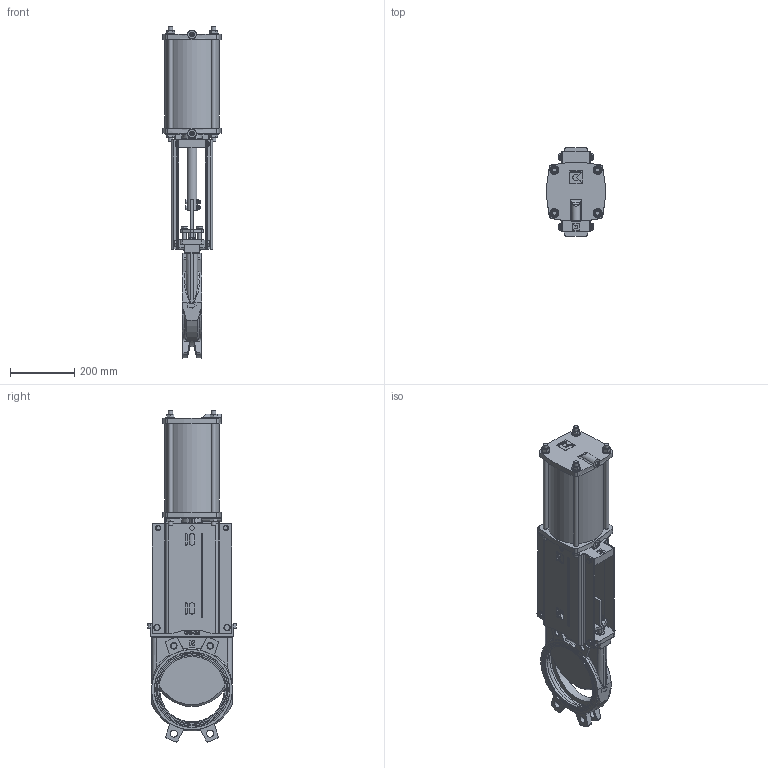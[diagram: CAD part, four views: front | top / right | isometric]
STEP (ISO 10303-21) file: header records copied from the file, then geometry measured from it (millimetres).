
FILE_DESCRIPTION(/* description */ ('Gehäuse DN200, GG-25, weichdichtend'),/* implementation_level */ '2;1');
FILE_NAME(/* name */ 'WGP25N-DN200_105871.step',/* time_stamp */ '2025-06-27T15:45:47+02:00',/* author */ (''),/* organization */ (''),/* preprocessor_version */ 'ST-DEVELOPER v20.1',/* originating_system */ 'Autodesk Translation Framework v14.10.0.0',/* authorisation */ '');
FILE_SCHEMA (('AUTOMOTIVE_DESIGN { 1 0 10303 214 3 1 1 }'));
Length unit declared in the file: millimetre
Products named in the file (27): WGE-GG-SOF-200-2_PD-K; WGS-BO-GG-SOF-200-K; WGS-KN-xxx-200; WGS-GL-GG-200; WGS-BR-CS-B-200; WGS-BR-CS-F-200; WGS-ST-PD-200-2; WGS-CO-PD-AL-201-K; WGS-PL-PD-AL-201-K; WGS-ZY-AL-160-200; WGS-SP-EPDM-200; WGS-SP-PVC-200-2; local.DIN.76.51.8; local.DIN.126.14.8; local.DIN.18.265.9; local.DIN.162.220.8; local.DIN.162.190.8; local.DIN.126.13.8; local.DIN.18.1000002.12; WGS-ZB-ST-200; local.DIN.162.280.8; local.DIN.126.16.8; local.DIN.126.13.8_1; local.DIN.162.190.8_1; local.DIN.19.170.9; WGS-SP-SF-200; WGS-SP-PVC-200-1
Assembly tree (69 placements, depth 2):
  WGE-GG-SOF-200-2_PD-K
    WGS-BO-GG-SOF-200-K
    WGS-KN-xxx-200
    WGS-GL-GG-200
    local.DIN.76.51.8  x4
    local.DIN.162.220.8  x8
    local.DIN.126.14.8  x4
    WGS-BR-CS-B-200
    WGS-BR-CS-F-200
    local.DIN.18.265.9  x4
    local.DIN.162.190.8  x4
    local.DIN.126.13.8  x2
    local.DIN.18.1000002.12  x2
    WGS-ST-PD-200-2
    WGS-CO-PD-AL-201-K
    WGS-PL-PD-AL-201-K
    WGS-ZY-AL-160-200
    WGS-ZB-ST-200  x4
    local.DIN.162.280.8  x8
    local.DIN.126.16.8  x8
    local.DIN.126.13.8_1  x2
    local.DIN.162.190.8_1  x2
    local.DIN.19.170.9  x2
    WGS-SP-EPDM-200
    WGS-SP-SF-200  x2
    WGS-SP-PVC-200-1  x2
    WGS-SP-PVC-200-2
Bounding box: 180.26 x 275 x 1031.54 mm (x, y, z)
Volume: 6684164.4 mm3; surface area: 1695857.5 mm2
Topology: 69 solids, 69 shells, 1691 faces, 4133 edges, 2667 vertices
Faces by surface type: plane 833, cylinder 403, cone 226, bspline 186, torus 41, sphere 2
Full cylindrical faces by diameter (mm): 3.242 x3, 6.647 x4, 7.323 x2, 8 x6, 8.2 x4, 8.25 x4, 8.376 x8, 8.4 x6, 10 x8, 10.106 x4, 10.5 x14, 11.4 x2, 11.445 x2, 11.6 x2, 11.835 x8, 12.5 x4, 14 x5, 15 x16, 15.6 x4, 16 x6, 16.2 x1, 17.294 x4, 20 x9, 22 x4, 28 x8, 30 x1, 35 x1, 40 x1, 57.2 x1, 62 x1
Entity records: 43908 total; most frequent: CARTESIAN_POINT 12344, ORIENTED_EDGE 6596, DIRECTION 5926, EDGE_CURVE 3298, VERTEX_POINT 2149, AXIS2_PLACEMENT_3D 2030, LINE 1866, VECTOR 1866
